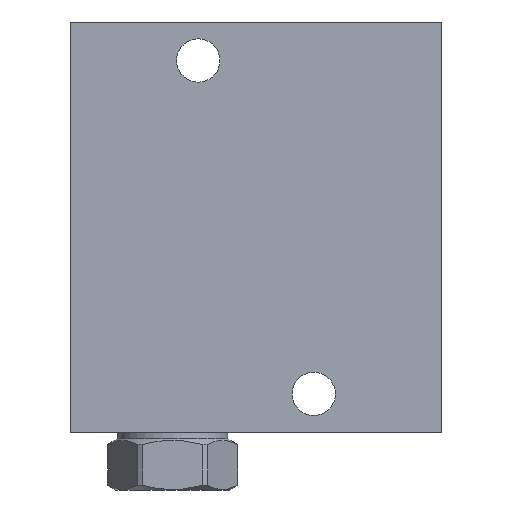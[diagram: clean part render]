
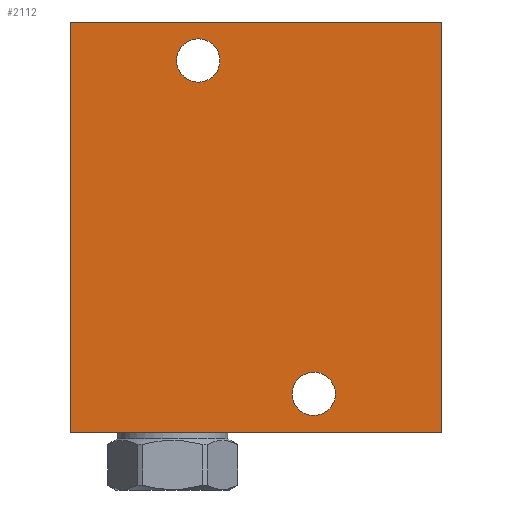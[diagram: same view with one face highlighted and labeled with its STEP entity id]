
A CAD part, front view. The second image highlights one B-rep face of the part: STEP entity #2112.
In plain terms, the highlighted planar face has unit normal (0, -1, 0).
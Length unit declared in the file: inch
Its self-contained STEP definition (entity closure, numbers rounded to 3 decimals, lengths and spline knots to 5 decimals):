
#5=DIRECTION('',(1.,0.,0.));
#6=VECTOR('',#5,3.625);
#7=CARTESIAN_POINT('',(0.,-1.5,0.));
#8=LINE('',#7,#6);
#75=DIRECTION('',(0.,0.,1.));
#76=VECTOR('',#75,4.);
#77=CARTESIAN_POINT('',(3.625,-1.5,0.));
#78=LINE('',#77,#76);
#99=DIRECTION('',(0.,0.,1.));
#100=VECTOR('',#99,4.);
#101=CARTESIAN_POINT('',(0.,-1.5,0.));
#102=LINE('',#101,#100);
#103=CARTESIAN_POINT('',(1.25,-1.5,3.625));
#104=DIRECTION('',(0.,-1.,0.));
#105=DIRECTION('',(-1.,0.,0.));
#106=AXIS2_PLACEMENT_3D('',#103,#104,#105);
#108=CARTESIAN_POINT('',(1.25,-1.5,3.625));
#109=DIRECTION('',(0.,-1.,0.));
#110=DIRECTION('',(1.,0.,0.));
#111=AXIS2_PLACEMENT_3D('',#108,#109,#110);
#113=CARTESIAN_POINT('',(2.375,-1.5,0.375));
#114=DIRECTION('',(0.,-1.,0.));
#115=DIRECTION('',(-1.,0.,0.));
#116=AXIS2_PLACEMENT_3D('',#113,#114,#115);
#118=CARTESIAN_POINT('',(2.375,-1.5,0.375));
#119=DIRECTION('',(0.,-1.,0.));
#120=DIRECTION('',(1.,0.,0.));
#121=AXIS2_PLACEMENT_3D('',#118,#119,#120);
#135=DIRECTION('',(1.,0.,0.));
#136=VECTOR('',#135,3.625);
#137=CARTESIAN_POINT('',(0.,-1.5,4.));
#138=LINE('',#137,#136);
#1729=CARTESIAN_POINT('',(0.,-1.5,0.));
#1731=VERTEX_POINT('',#1729);
#1732=CARTESIAN_POINT('',(3.625,-1.5,0.));
#1733=VERTEX_POINT('',#1732);
#1737=CARTESIAN_POINT('',(0.,-1.5,4.));
#1739=VERTEX_POINT('',#1737);
#1740=CARTESIAN_POINT('',(3.625,-1.5,4.));
#1741=VERTEX_POINT('',#1740);
#1875=CARTESIAN_POINT('',(1.039,-1.5,3.625));
#1876=CARTESIAN_POINT('',(1.461,-1.5,3.625));
#1877=VERTEX_POINT('',#1875);
#1878=VERTEX_POINT('',#1876);
#1883=CARTESIAN_POINT('',(2.164,-1.5,0.375));
#1884=CARTESIAN_POINT('',(2.586,-1.5,0.375));
#1885=VERTEX_POINT('',#1883);
#1886=VERTEX_POINT('',#1884);
#2088=CARTESIAN_POINT('',(0.,-1.5,0.));
#2089=DIRECTION('',(0.,-1.,0.));
#2090=DIRECTION('',(1.,0.,0.));
#2091=AXIS2_PLACEMENT_3D('',#2088,#2089,#2090);
#2092=PLANE('',#2091);
#2093=ORIENTED_EDGE('',*,*,#1994,.F.);
#2094=ORIENTED_EDGE('',*,*,#2019,.T.);
#2096=ORIENTED_EDGE('',*,*,#2095,.T.);
#2097=ORIENTED_EDGE('',*,*,#2068,.F.);
#2098=EDGE_LOOP('',(#2093,#2094,#2096,#2097));
#2099=FACE_OUTER_BOUND('',#2098,.F.);
#2101=ORIENTED_EDGE('',*,*,#2100,.T.);
#2103=ORIENTED_EDGE('',*,*,#2102,.T.);
#2104=EDGE_LOOP('',(#2101,#2103));
#2105=FACE_BOUND('',#2104,.F.);
#2107=ORIENTED_EDGE('',*,*,#2106,.T.);
#2109=ORIENTED_EDGE('',*,*,#2108,.T.);
#2110=EDGE_LOOP('',(#2107,#2109));
#2111=FACE_BOUND('',#2110,.F.);
#2112=ADVANCED_FACE('',(#2099,#2105,#2111),#2092,.T.);
#107=CIRCLE('',#106,0.211);
#112=CIRCLE('',#111,0.211);
#117=CIRCLE('',#116,0.211);
#122=CIRCLE('',#121,0.211);
#1994=EDGE_CURVE('',#1731,#1733,#8,.T.);
#2019=EDGE_CURVE('',#1731,#1739,#102,.T.);
#2068=EDGE_CURVE('',#1733,#1741,#78,.T.);
#2095=EDGE_CURVE('',#1739,#1741,#138,.T.);
#2100=EDGE_CURVE('',#1877,#1878,#107,.T.);
#2102=EDGE_CURVE('',#1878,#1877,#112,.T.);
#2106=EDGE_CURVE('',#1885,#1886,#117,.T.);
#2108=EDGE_CURVE('',#1886,#1885,#122,.T.);
